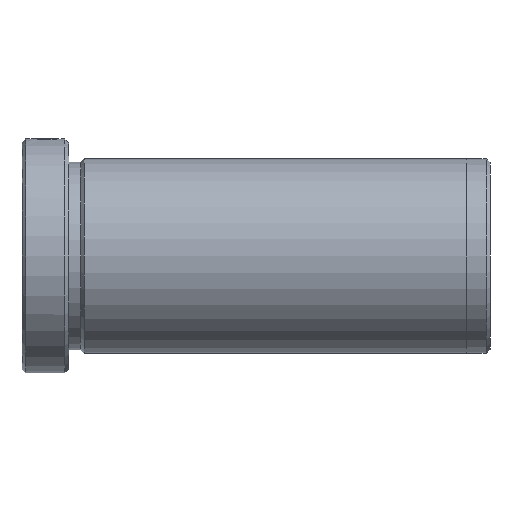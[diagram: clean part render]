
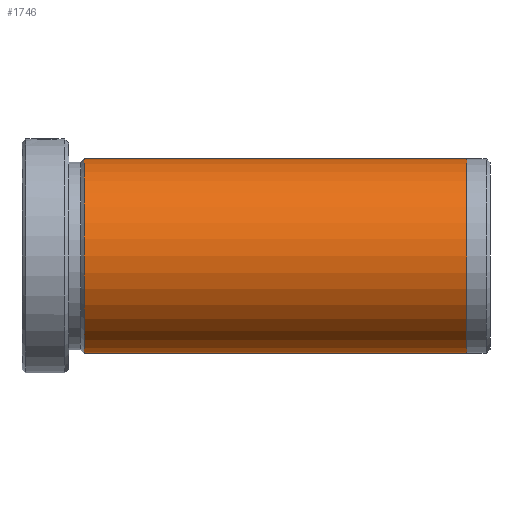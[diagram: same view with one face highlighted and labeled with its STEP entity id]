
A CAD part, left-side view. The second image highlights one B-rep face of the part: STEP entity #1746.
In plain terms, the highlighted cylindrical face has radius 12.5 mm (diameter 25 mm), a partial arc.
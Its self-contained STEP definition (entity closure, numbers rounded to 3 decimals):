
#2 = AXIS2_PLACEMENT_3D ( 'NONE', #1586, #751, #1719 ) ;
#70 = EDGE_CURVE ( 'NONE', #899, #1489, #235, .T. ) ;
#150 = DIRECTION ( 'NONE',  ( 0., 1., 0. ) ) ;
#235 = CIRCLE ( 'NONE', #509, 12.5 ) ;
#275 = CARTESIAN_POINT ( 'NONE',  ( 0., -8., 12.5 ) ) ;
#364 = CARTESIAN_POINT ( 'NONE',  ( 0., 0., 0. ) ) ;
#392 = VERTEX_POINT ( 'NONE', #275 ) ;
#469 = VECTOR ( 'NONE', #150, 1000. ) ;
#470 = CARTESIAN_POINT ( 'NONE',  ( 0., 0., -12.5 ) ) ;
#509 = AXIS2_PLACEMENT_3D ( 'NONE', #862, #907, #916 ) ;
#597 = EDGE_LOOP ( 'NONE', ( #1672, #815, #891, #1759 ) ) ;
#751 = DIRECTION ( 'NONE',  ( 0., 1., 0. ) ) ;
#799 = AXIS2_PLACEMENT_3D ( 'NONE', #364, #1588, #901 ) ;
#815 = ORIENTED_EDGE ( 'NONE', *, *, #70, .F. ) ;
#825 = CARTESIAN_POINT ( 'NONE',  ( 0., 0., 12.5 ) ) ;
#862 = CARTESIAN_POINT ( 'NONE',  ( 0., -57., 0. ) ) ;
#891 = ORIENTED_EDGE ( 'NONE', *, *, #1574, .T. ) ;
#899 = VERTEX_POINT ( 'NONE', #1565 ) ;
#901 = DIRECTION ( 'NONE',  ( 0., 0., 1. ) ) ;
#907 = DIRECTION ( 'NONE',  ( 0., -1., 0. ) ) ;
#916 = DIRECTION ( 'NONE',  ( 0., 0., -1. ) ) ;
#1006 = DIRECTION ( 'NONE',  ( 0., 1., 0. ) ) ;
#1038 = CARTESIAN_POINT ( 'NONE',  ( 0., -57., -12.5 ) ) ;
#1153 = CARTESIAN_POINT ( 'NONE',  ( 0., -8., -12.5 ) ) ;
#1186 = LINE ( 'NONE', #825, #469 ) ;
#1240 = CYLINDRICAL_SURFACE ( 'NONE', #799, 12.5 ) ;
#1356 = CIRCLE ( 'NONE', #2, 12.5 ) ;
#1368 = EDGE_CURVE ( 'NONE', #1489, #1449, #1494, .T. ) ;
#1449 = VERTEX_POINT ( 'NONE', #1153 ) ;
#1453 = EDGE_CURVE ( 'NONE', #1449, #392, #1356, .T. ) ;
#1489 = VERTEX_POINT ( 'NONE', #1038 ) ;
#1494 = LINE ( 'NONE', #470, #1765 ) ;
#1565 = CARTESIAN_POINT ( 'NONE',  ( 0., -57., 12.5 ) ) ;
#1574 = EDGE_CURVE ( 'NONE', #899, #392, #1186, .T. ) ;
#1586 = CARTESIAN_POINT ( 'NONE',  ( 0., -8., 0. ) ) ;
#1588 = DIRECTION ( 'NONE',  ( 0., 1., 0. ) ) ;
#1661 = FACE_OUTER_BOUND ( 'NONE', #597, .T. ) ;
#1672 = ORIENTED_EDGE ( 'NONE', *, *, #1368, .F. ) ;
#1719 = DIRECTION ( 'NONE',  ( 0., 0., 1. ) ) ;
#1746 = ADVANCED_FACE ( 'NONE', ( #1661 ), #1240, .T. ) ;
#1759 = ORIENTED_EDGE ( 'NONE', *, *, #1453, .F. ) ;
#1765 = VECTOR ( 'NONE', #1006, 1000. ) ;
